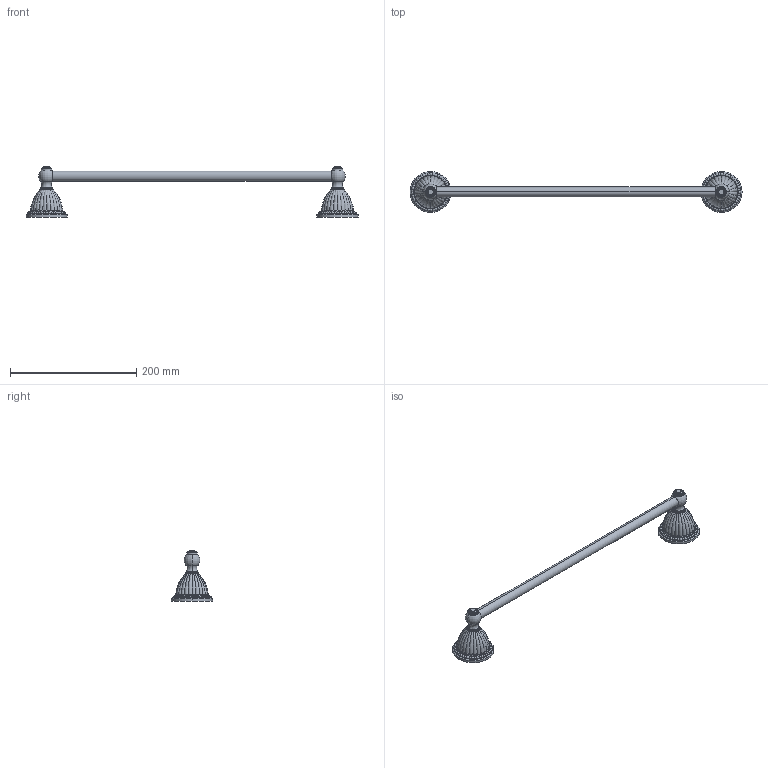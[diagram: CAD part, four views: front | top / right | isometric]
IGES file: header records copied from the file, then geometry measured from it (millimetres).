
Start section:  PTC IGES file: 22-01.igs
Global section: file name: 22-01.igs; native system: Pro/ENGINEER by Parametric Technology Corporation; preprocessor: 2009300; author: ramkumar; organization: Unknown; date: 20100819.150642; units: inch
Bounding box: 525.68 x 65.28 x 79.63 mm (x, y, z)
Surface area: 58166.4 mm2 (no closed solid volume)
Topology: 0 solids, 13 shells, 386 faces, 1306 edges, 746 vertices
Faces by surface type: revolution 259, bspline 127
